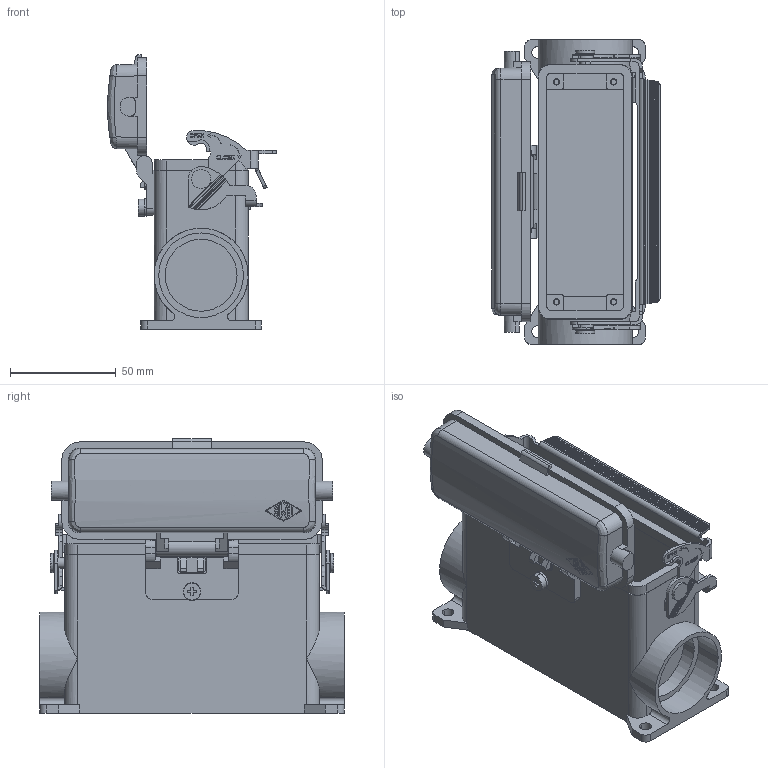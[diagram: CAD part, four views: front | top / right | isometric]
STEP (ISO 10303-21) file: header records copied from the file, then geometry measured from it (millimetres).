
FILE_DESCRIPTION(('Creo Elements/Direct Modeling STEP Export'),'2;1');
FILE_NAME('0ln7uvk4ql7btm23272','2019-05-10T14:47:45',(''),(''),'PTC Creo Elements/Direct Modeling STEP processor for AP214 (Solid Model)','PTC Creo Elements/Direct Modeling 19.0E 27-Jun-2016 (C) Parametric Technology GmbH','');
FILE_SCHEMA(('AUTOMOTIVE_DESIGN { 1 0 10303 214 1 1 1 1 }'));
Length unit declared in the file: millimetre
Products named in the file (2): MVAP_24LSP40
Assembly tree (1 placements, depth 2):
  MVAP_24LSP40
    MVAP_24LSP40
Bounding box: 79.6 x 144 x 129.73 mm (x, y, z)
Volume: 171299 mm3; surface area: 105728.3 mm2
Topology: 1 solids, 1 shells, 614 faces, 2171 edges, 1617 vertices
Faces by surface type: plane 381, cylinder 209, bspline 14, torus 10
Entity records: 29398 total; most frequent: CARTESIAN_POINT 10270, ORIENTED_EDGE 4342, DIRECTION 3550, EDGE_CURVE 2171, VERTEX_POINT 1617, VECTOR 1536, LINE 1527, AXIS2_PLACEMENT_3D 1007
